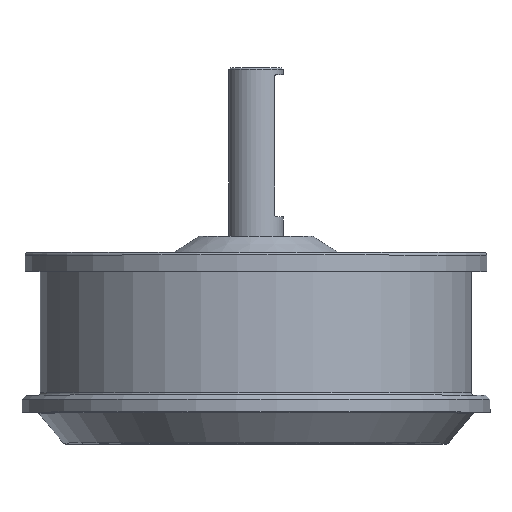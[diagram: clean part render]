
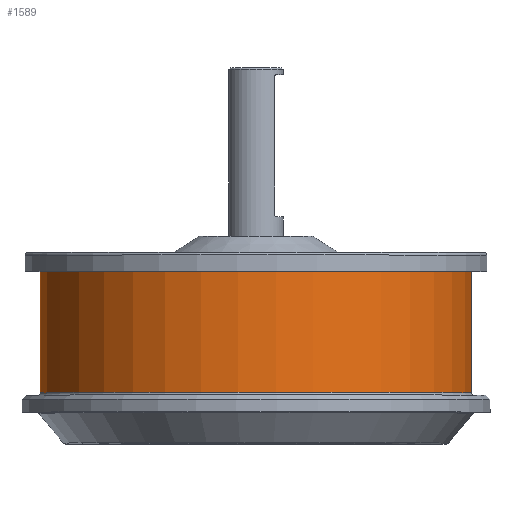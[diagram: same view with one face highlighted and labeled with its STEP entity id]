
A CAD part, top view. The second image highlights one B-rep face of the part: STEP entity #1589.
In plain terms, the highlighted cylindrical face has radius 63 mm (diameter 126 mm), a full revolution.
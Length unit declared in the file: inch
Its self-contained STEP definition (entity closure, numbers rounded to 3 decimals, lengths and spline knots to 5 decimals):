
#107=CIRCLE('',#1771,2.48031);
#109=CIRCLE('',#1773,2.48031);
#110=CIRCLE('',#1775,2.48031);
#244=FACE_OUTER_BOUND('',#351,.T.);
#351=EDGE_LOOP('',(#1154,#1155,#1156,#1157,#1158));
#464=LINE('',#2735,#568);
#568=VECTOR('',#2117,2.48031);
#717=VERTEX_POINT('',#2728);
#718=VERTEX_POINT('',#2729);
#719=VERTEX_POINT('',#2734);
#877=EDGE_CURVE('',#717,#718,#107,.T.);
#879=EDGE_CURVE('',#718,#717,#109,.T.);
#880=EDGE_CURVE('',#717,#719,#464,.T.);
#881=EDGE_CURVE('',#719,#719,#110,.T.);
#1154=ORIENTED_EDGE('',*,*,#877,.F.);
#1155=ORIENTED_EDGE('',*,*,#880,.T.);
#1156=ORIENTED_EDGE('',*,*,#881,.F.);
#1157=ORIENTED_EDGE('',*,*,#880,.F.);
#1158=ORIENTED_EDGE('',*,*,#879,.F.);
#1518=CYLINDRICAL_SURFACE('',#1774,2.48031);
#1589=ADVANCED_FACE('',(#244),#1518,.T.);
#1771=AXIS2_PLACEMENT_3D('',#2730,#2109,#2110);
#1773=AXIS2_PLACEMENT_3D('',#2732,#2113,#2114);
#1774=AXIS2_PLACEMENT_3D('',#2733,#2115,#2116);
#1775=AXIS2_PLACEMENT_3D('',#2736,#2118,#2119);
#2109=DIRECTION('center_axis',(0.,-1.,0.));
#2110=DIRECTION('ref_axis',(1.,0.,0.));
#2113=DIRECTION('center_axis',(0.,-1.,0.));
#2114=DIRECTION('ref_axis',(1.,0.,0.));
#2115=DIRECTION('center_axis',(0.,-1.,0.));
#2116=DIRECTION('ref_axis',(1.,0.,0.));
#2117=DIRECTION('',(0.,1.,0.));
#2118=DIRECTION('center_axis',(0.,1.,0.));
#2119=DIRECTION('ref_axis',(1.,0.,0.));
#2728=CARTESIAN_POINT('',(-2.48031,-1.79283,0.));
#2729=CARTESIAN_POINT('',(0.,-1.79283,2.48031));
#2730=CARTESIAN_POINT('Origin',(0.,-1.79283,0.));
#2732=CARTESIAN_POINT('Origin',(0.,-1.79283,0.));
#2733=CARTESIAN_POINT('Origin',(0.,-0.40433,0.));
#2734=CARTESIAN_POINT('',(-2.48031,-0.40433,0.));
#2735=CARTESIAN_POINT('',(-2.48031,-0.40433,0.));
#2736=CARTESIAN_POINT('Origin',(0.,-0.40433,0.));
